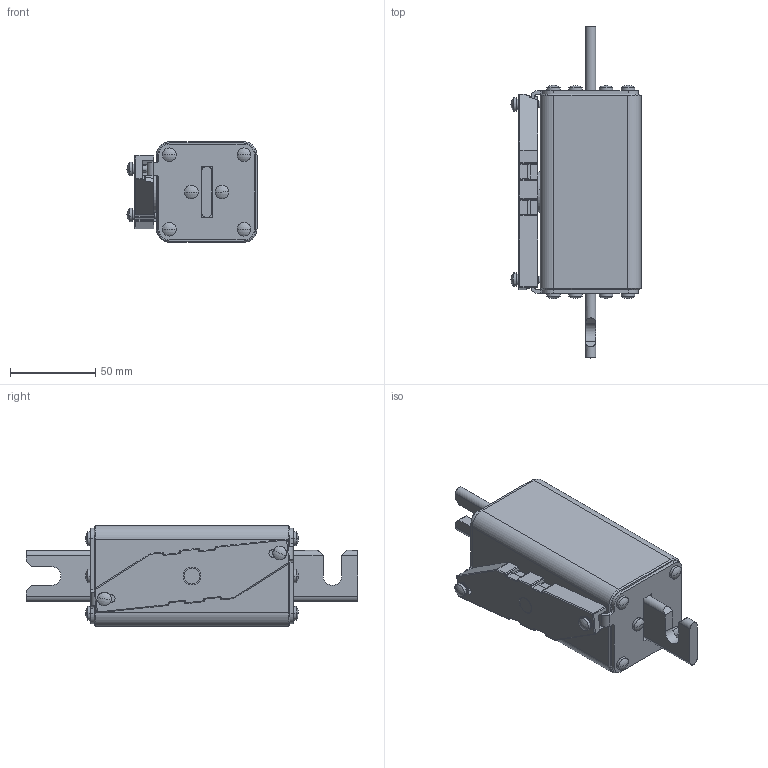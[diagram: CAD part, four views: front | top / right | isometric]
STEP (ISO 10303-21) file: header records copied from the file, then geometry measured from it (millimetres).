
FILE_DESCRIPTION (( 'STEP AP214' ), '1' );
FILE_NAME ('FOCP-HPDC-350-DB_3D.step', '2023-10-17T21:21:13', ( '' ), ( '' ), 'SwSTEP 2.0', 'SolidWorks 2022', '' );
FILE_SCHEMA (( 'AUTOMOTIVE_DESIGN' ));
Length unit declared in the file: millimetre
Products named in the file (1): FOCP-HPDC-350-DB_3D
Bounding box: 76.4 x 195 x 59.2 mm (x, y, z)
Volume: 249132.2 mm3; surface area: 76581.2 mm2
Topology: 2 solids, 24 shells, 699 faces, 1663 edges, 1017 vertices
Faces by surface type: plane 295, cylinder 290, cone 48, sphere 42, torus 22, bspline 2
Entity records: 26822 total; most frequent: CARTESIAN_POINT 5962, DIRECTION 3645, ORIENTED_EDGE 3266, EDGE_CURVE 1633, AXIS2_PLACEMENT_3D 1384, VERTEX_POINT 1017, LINE 877, VECTOR 877
